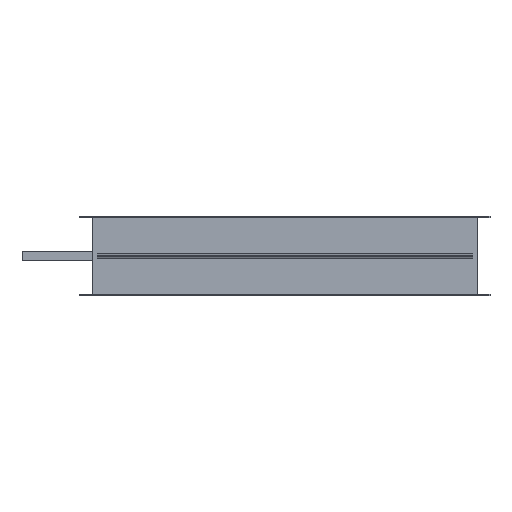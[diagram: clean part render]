
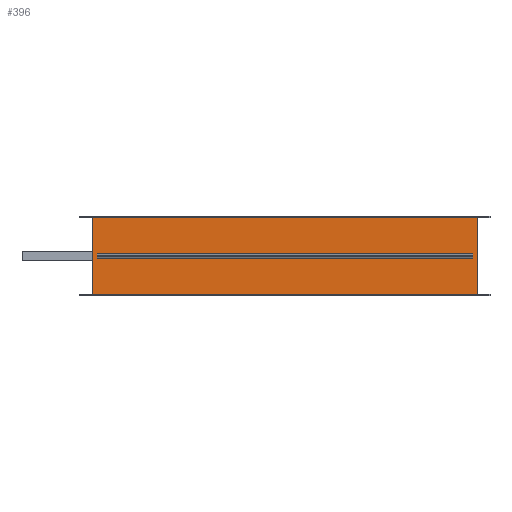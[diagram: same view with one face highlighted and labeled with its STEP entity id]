
A CAD part, front view. The second image highlights one B-rep face of the part: STEP entity #396.
In plain terms, the highlighted planar face has unit normal (0, -1, 0).
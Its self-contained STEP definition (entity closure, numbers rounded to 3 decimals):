
#17 = ORIENTED_EDGE ( 'NONE', *, *, #3654, .T. ) ;
#53 = VECTOR ( 'NONE', #3252, 1000. ) ;
#78 = CARTESIAN_POINT ( 'NONE',  ( -293., -175., 3.173 ) ) ;
#117 = FACE_OUTER_BOUND ( 'NONE', #1028, .T. ) ;
#238 = LINE ( 'NONE', #1864, #3526 ) ;
#265 = EDGE_CURVE ( 'NONE', #395, #3216, #2914, .T. ) ;
#291 = CARTESIAN_POINT ( 'NONE',  ( -300., -175., 60. ) ) ;
#389 = CARTESIAN_POINT ( 'NONE',  ( -300., -175., 60. ) ) ;
#391 = CARTESIAN_POINT ( 'NONE',  ( -293., -175., 60. ) ) ;
#395 = VERTEX_POINT ( 'NONE', #389 ) ;
#396 = ADVANCED_FACE ( 'NONE', ( #721, #117 ), #1219, .F. ) ;
#398 = CARTESIAN_POINT ( 'NONE',  ( 293., -175., 3.173 ) ) ;
#451 = EDGE_CURVE ( 'NONE', #5429, #2177, #2372, .T. ) ;
#517 = EDGE_CURVE ( 'NONE', #3216, #4817, #1707, .T. ) ;
#721 = FACE_BOUND ( 'NONE', #1418, .T. ) ;
#814 = DIRECTION ( 'NONE',  ( 1., 0., 0. ) ) ;
#835 = DIRECTION ( 'NONE',  ( 0., 0., 1. ) ) ;
#885 = DIRECTION ( 'NONE',  ( 0., 0., -1. ) ) ;
#900 = VECTOR ( 'NONE', #4605, 1000. ) ;
#1001 = DIRECTION ( 'NONE',  ( 1., 0., 0. ) ) ;
#1028 = EDGE_LOOP ( 'NONE', ( #3178, #2850, #3440, #2570 ) ) ;
#1084 = LINE ( 'NONE', #4707, #4168 ) ;
#1123 = ORIENTED_EDGE ( 'NONE', *, *, #451, .F. ) ;
#1206 = DIRECTION ( 'NONE',  ( 0., 0., 1. ) ) ;
#1219 = PLANE ( 'NONE',  #5116 ) ;
#1418 = EDGE_LOOP ( 'NONE', ( #1123, #17, #2876, #2656 ) ) ;
#1449 = EDGE_CURVE ( 'NONE', #395, #4129, #2027, .T. ) ;
#1521 = CARTESIAN_POINT ( 'NONE',  ( -300., -175., 60. ) ) ;
#1598 = EDGE_CURVE ( 'NONE', #2177, #3297, #4317, .T. ) ;
#1707 = LINE ( 'NONE', #3454, #5263 ) ;
#1710 = CARTESIAN_POINT ( 'NONE',  ( -293., -175., -3.173 ) ) ;
#1864 = CARTESIAN_POINT ( 'NONE',  ( -300., -175., -60. ) ) ;
#2027 = LINE ( 'NONE', #291, #900 ) ;
#2057 = CARTESIAN_POINT ( 'NONE',  ( -300., -175., -3.173 ) ) ;
#2177 = VERTEX_POINT ( 'NONE', #3759 ) ;
#2284 = LINE ( 'NONE', #391, #5383 ) ;
#2372 = LINE ( 'NONE', #2057, #2845 ) ;
#2570 = ORIENTED_EDGE ( 'NONE', *, *, #1449, .T. ) ;
#2656 = ORIENTED_EDGE ( 'NONE', *, *, #1598, .F. ) ;
#2845 = VECTOR ( 'NONE', #814, 1000. ) ;
#2850 = ORIENTED_EDGE ( 'NONE', *, *, #517, .F. ) ;
#2876 = ORIENTED_EDGE ( 'NONE', *, *, #4407, .F. ) ;
#2914 = LINE ( 'NONE', #1521, #53 ) ;
#3136 = EDGE_CURVE ( 'NONE', #4129, #4817, #238, .T. ) ;
#3178 = ORIENTED_EDGE ( 'NONE', *, *, #3136, .T. ) ;
#3216 = VERTEX_POINT ( 'NONE', #3700 ) ;
#3252 = DIRECTION ( 'NONE',  ( 1., 0., 0. ) ) ;
#3297 = VERTEX_POINT ( 'NONE', #398 ) ;
#3347 = CARTESIAN_POINT ( 'NONE',  ( 300., -175., -60. ) ) ;
#3440 = ORIENTED_EDGE ( 'NONE', *, *, #265, .F. ) ;
#3454 = CARTESIAN_POINT ( 'NONE',  ( 300., -175., 60. ) ) ;
#3526 = VECTOR ( 'NONE', #1001, 1000. ) ;
#3604 = VERTEX_POINT ( 'NONE', #78 ) ;
#3654 = EDGE_CURVE ( 'NONE', #5429, #3604, #2284, .T. ) ;
#3700 = CARTESIAN_POINT ( 'NONE',  ( 300., -175., 60. ) ) ;
#3759 = CARTESIAN_POINT ( 'NONE',  ( 293., -175., -3.173 ) ) ;
#3818 = DIRECTION ( 'NONE',  ( -1., 0., 0. ) ) ;
#4129 = VERTEX_POINT ( 'NONE', #4496 ) ;
#4168 = VECTOR ( 'NONE', #3818, 1000. ) ;
#4285 = DIRECTION ( 'NONE',  ( 0., 0., 1. ) ) ;
#4317 = LINE ( 'NONE', #5567, #5313 ) ;
#4407 = EDGE_CURVE ( 'NONE', #3297, #3604, #1084, .T. ) ;
#4496 = CARTESIAN_POINT ( 'NONE',  ( -300., -175., -60. ) ) ;
#4605 = DIRECTION ( 'NONE',  ( 0., 0., -1. ) ) ;
#4707 = CARTESIAN_POINT ( 'NONE',  ( -300., -175., 3.173 ) ) ;
#4817 = VERTEX_POINT ( 'NONE', #3347 ) ;
#5043 = DIRECTION ( 'NONE',  ( 0., 1., 0. ) ) ;
#5067 = CARTESIAN_POINT ( 'NONE',  ( -300., -175., 60. ) ) ;
#5116 = AXIS2_PLACEMENT_3D ( 'NONE', #5067, #5043, #835 ) ;
#5263 = VECTOR ( 'NONE', #885, 1000. ) ;
#5313 = VECTOR ( 'NONE', #4285, 1000. ) ;
#5383 = VECTOR ( 'NONE', #1206, 1000. ) ;
#5429 = VERTEX_POINT ( 'NONE', #1710 ) ;
#5567 = CARTESIAN_POINT ( 'NONE',  ( 293., -175., 60. ) ) ;
